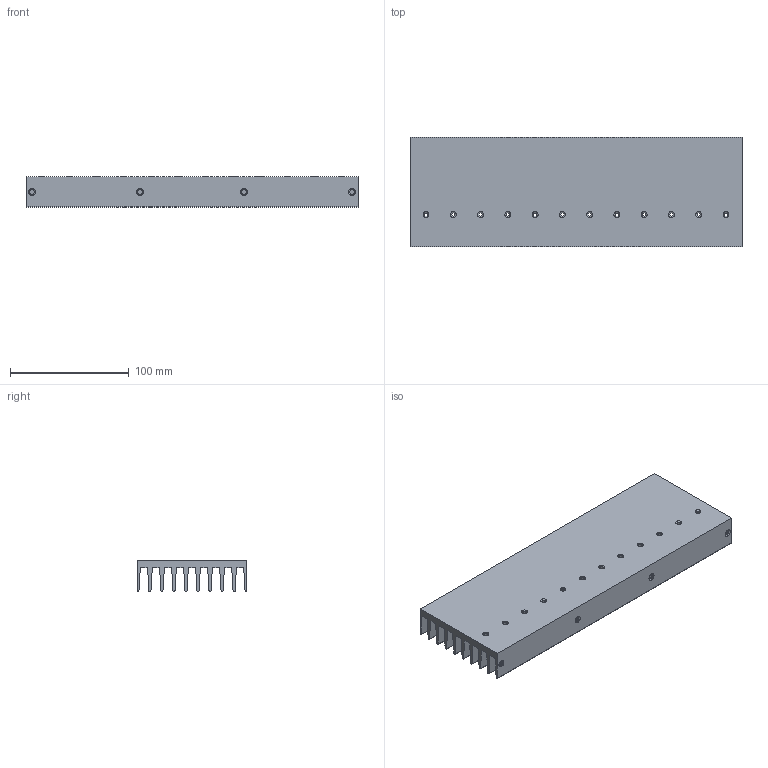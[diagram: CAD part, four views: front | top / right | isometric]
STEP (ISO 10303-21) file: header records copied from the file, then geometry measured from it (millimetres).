
FILE_DESCRIPTION (( 'STEP AP214' ), '1' );
FILE_NAME ('Ðàäèàòîð 26õ92õ280 ñ ÒÎ-264õ12.STEP', '2024-07-17T14:13:09', ( '' ), ( '' ), 'SwSTEP 2.0', 'SolidWorks 2021', '' );
FILE_SCHEMA (( 'AUTOMOTIVE_DESIGN' ));
Length unit declared in the file: millimetre
Products named in the file (2): Ðàäèàòîð 26õ92õ280 ñ ÒÎ-264õ12; Ðàäèàòîð 26õ92õ345
Assembly tree (1 placements, depth 2):
  Ðàäèàòîð 26õ92õ280 ñ ÒÎ-264õ12
    Ðàäèàòîð 26õ92õ345
Bounding box: 280 x 92.1 x 26 mm (x, y, z)
Volume: 301869.2 mm3; surface area: 161907.7 mm2
Topology: 1 solids, 1 shells, 144 faces, 430 edges, 276 vertices
Faces by surface type: cylinder 70, plane 42, cone 32
Entity records: 5064 total; most frequent: CARTESIAN_POINT 998, ORIENTED_EDGE 860, DIRECTION 858, EDGE_CURVE 430, AXIS2_PLACEMENT_3D 312, VERTEX_POINT 276, VECTOR 234, LINE 234
